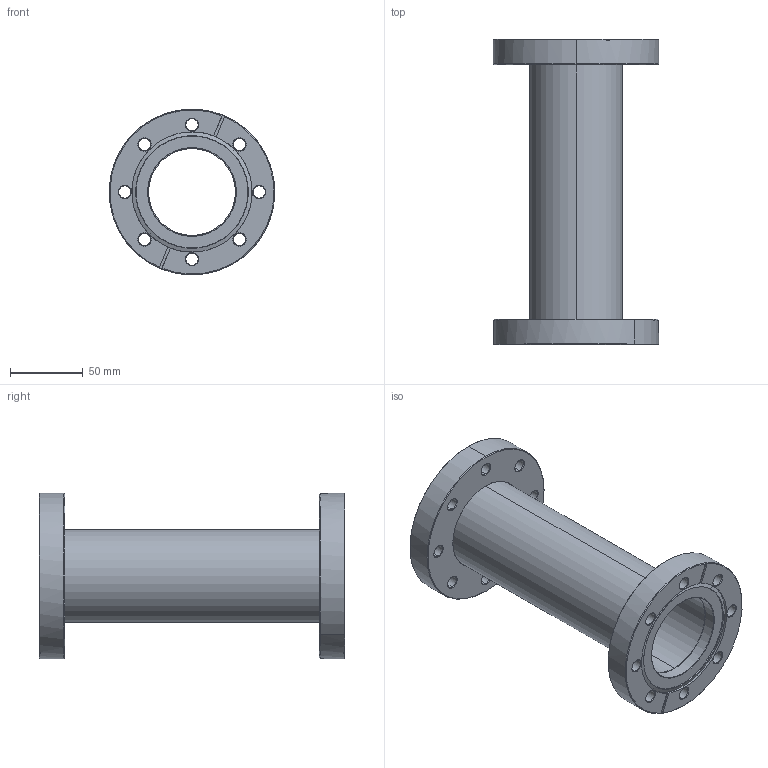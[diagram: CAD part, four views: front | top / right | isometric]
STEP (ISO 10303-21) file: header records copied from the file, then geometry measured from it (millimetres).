
FILE_DESCRIPTION (( 'STEP AP214' ), '1' );
FILE_NAME ('Hositrad_FS63-64-FullNipple.STEP', '2013-09-05T10:23:22', ( '' ), ( '' ), 'SwSTEP 2.0', 'SolidWorks 2013', '' );
FILE_SCHEMA (( 'AUTOMOTIVE_DESIGN' ));
Length unit declared in the file: millimetre
Products named in the file (3): Tube 63.5-All_Tube63.5-L209,6-19; CF63-64-Weld; Hositrad_FS63-64-FullNipple
Assembly tree (3 placements, depth 2):
  Hositrad_FS63-64-FullNipple
    CF63-64-Weld  x2
    Tube 63.5-All_Tube63.5-L209,6-19
Bounding box: 113.5 x 209.6 x 113.5 mm (x, y, z)
Volume: 300622.6 mm3; surface area: 128386.5 mm2
Topology: 3 solids, 3 shells, 166 faces, 388 edges, 230 vertices
Faces by surface type: cone 90, cylinder 52, plane 24
Entity records: 2611 total; most frequent: DIRECTION 489, CARTESIAN_POINT 423, ORIENTED_EDGE 400, AXIS2_PLACEMENT_3D 201, EDGE_CURVE 200, VERTEX_POINT 119, CIRCLE 109, EDGE_LOOP 107
